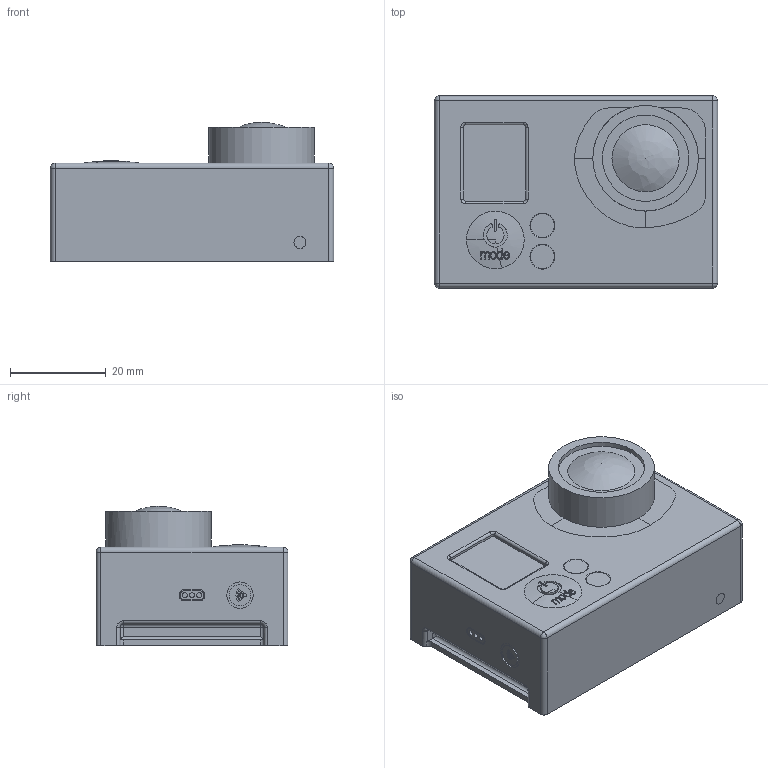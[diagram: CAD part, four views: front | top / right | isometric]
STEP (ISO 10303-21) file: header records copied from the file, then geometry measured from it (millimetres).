
FILE_DESCRIPTION(/* description */ (''),/* implementation_level */ '2;1');
FILE_NAME(/* name */ 'Gopro Hero 3+.stp',/* time_stamp */ '2021-03-05T20:25:38+01:00',/* author */ ('MartinDJay'),/* organization */ (''),/* preprocessor_version */ 'ST-DEVELOPER v18',/* originating_system */ 'Autodesk Inventor 2020',/* authorisation */ '');
FILE_SCHEMA (('AUTOMOTIVE_DESIGN { 1 0 10303 214 3 1 1 }'));
Length unit declared in the file: millimetre
Products named in the file (2): Baugruppe1; Gopro Hero 3+
Assembly tree (1 placements, depth 2):
  Baugruppe1
    Gopro Hero 3+
Bounding box: 59 x 40 x 29 mm (x, y, z)
Volume: 50305.4 mm3; surface area: 10079.9 mm2
Topology: 1 solids, 1 shells, 344 faces, 879 edges, 577 vertices
Faces by surface type: plane 171, cylinder 104, bspline 51, torus 8, sphere 6, cone 4
Full cylindrical faces by diameter (mm): 0.7 x1, 1 x6, 4.5 x1, 5.5 x1, 12 x1, 13 x1, 18 x1, 22 x1
Entity records: 13512 total; most frequent: CARTESIAN_POINT 4851, ORIENTED_EDGE 1742, DIRECTION 1666, EDGE_CURVE 871, AXIS2_PLACEMENT_3D 595, VERTEX_POINT 577, LINE 476, VECTOR 476
